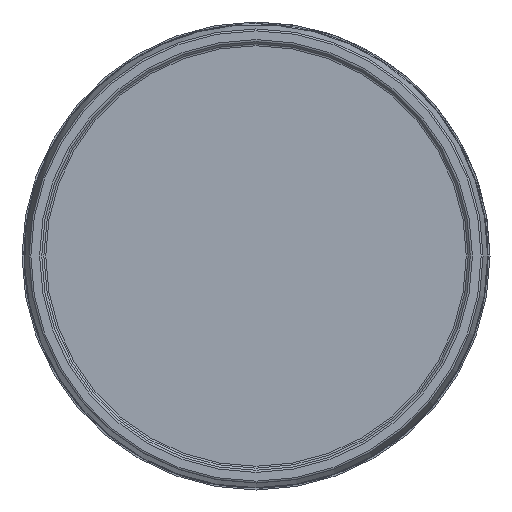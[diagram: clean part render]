
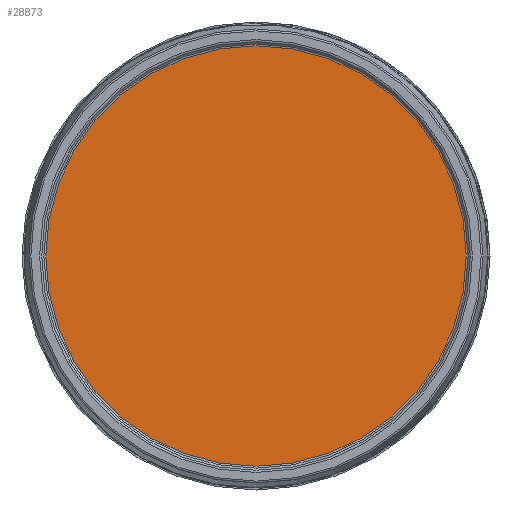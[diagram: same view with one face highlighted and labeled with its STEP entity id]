
A CAD part, front view. The second image highlights one B-rep face of the part: STEP entity #28873.
In plain terms, the highlighted planar face has unit normal (0, -1, 0).
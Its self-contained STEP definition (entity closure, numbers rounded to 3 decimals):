
#28857=CARTESIAN_POINT('',(0.,-24.247,-28.));
#28858=DIRECTION('',(0.,-1.,0.));
#28859=DIRECTION('',(-1.,0.,0.));
#28860=AXIS2_PLACEMENT_3D('',#28857,#28858,#28859);
#28861=PLANE('',#28860);
#28862=CARTESIAN_POINT('',(27.855,-24.247,-0.));
#28863=VERTEX_POINT('',#28862);
#28864=CARTESIAN_POINT('',(0.,-24.247,0.));
#28865=DIRECTION('',(0.,-1.,0.));
#28866=DIRECTION('',(1.,0.,0.));
#28867=AXIS2_PLACEMENT_3D('',#28864,#28865,#28866);
#28868=CIRCLE('',#28867,27.855);
#28869=EDGE_CURVE('',#28863,#28863,#28868,.T.);
#28870=ORIENTED_EDGE('',*,*,#28869,.T.);
#28871=EDGE_LOOP('',(#28870));
#28872=FACE_BOUND('',#28871,.T.);
#28873=ADVANCED_FACE('',(#28872),#28861,.T.);
